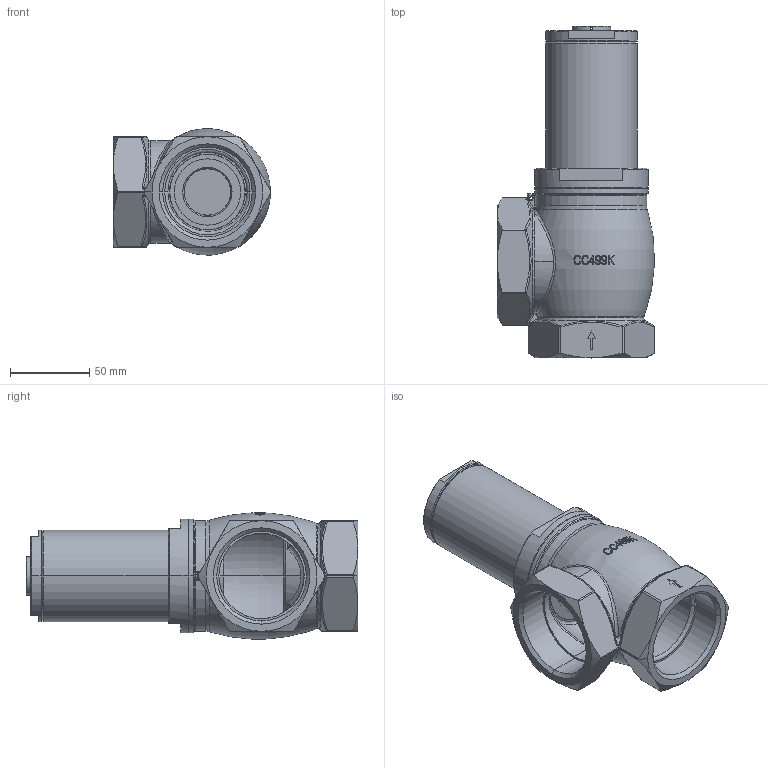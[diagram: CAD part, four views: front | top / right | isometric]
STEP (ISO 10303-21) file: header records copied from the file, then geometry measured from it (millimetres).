
FILE_DESCRIPTION (( 'STEP AP203' ), '1' );
FILE_NAME ('617 2 Dummy.STEP', '2010-11-02T08:43:12', ( 'Blankenhorn' ), ( 'Götze' ), 'SwSTEP 2.0', 'SolidWorks 2010', '' );
FILE_SCHEMA (( 'CONFIG_CONTROL_DESIGN' ));
Length unit declared in the file: millimetre
Products named in the file (1): 617 2 Dummy
Bounding box: 99.5 x 210 x 79.99 mm (x, y, z)
Volume: 344816.6 mm3; surface area: 116189.3 mm2
Topology: 4 solids, 4 shells, 446 faces, 1110 edges, 688 vertices
Faces by surface type: plane 132, bspline 120, cylinder 84, cone 65, torus 37, sphere 8
Entity records: 20187 total; most frequent: CARTESIAN_POINT 10504, ORIENTED_EDGE 2204, DIRECTION 1691, EDGE_CURVE 1102, VERTEX_POINT 688, AXIS2_PLACEMENT_3D 668, EDGE_LOOP 484, ADVANCED_FACE 446
